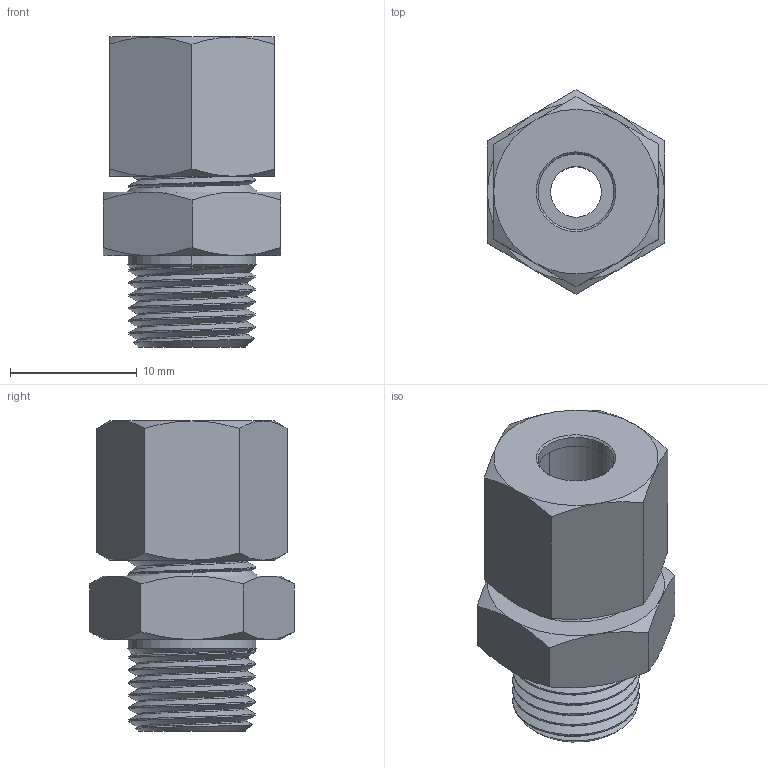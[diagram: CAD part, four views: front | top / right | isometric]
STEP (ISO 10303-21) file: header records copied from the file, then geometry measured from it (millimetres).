
FILE_DESCRIPTION (( 'STEP AP203' ), '1' );
FILE_NAME ('2815K188_Compression Fitting for Copper Tubing.STEP', '2021-09-14T23:26:08', ( 'Administrator' ), ( 'Managed by Terraform' ), 'SwSTEP 2.0', 'SolidWorks 2017', '' );
FILE_SCHEMA (( 'CONFIG_CONTROL_DESIGN' ));
Length unit declared in the file: millimetre
Products named in the file (1): 2815K188_Compression Fitting for Copper Tubing
Bounding box: 14 x 16.17 x 24.5 mm (x, y, z)
Volume: 2425.5 mm3; surface area: 2862.6 mm2
Topology: 3 solids, 3 shells, 122 faces, 293 edges, 182 vertices
Faces by surface type: cylinder 50, cone 43, plane 23, bspline 6
Entity records: 7047 total; most frequent: CARTESIAN_POINT 4403, ORIENTED_EDGE 586, DIRECTION 472, EDGE_CURVE 293, AXIS2_PLACEMENT_3D 197, VERTEX_POINT 182, EDGE_LOOP 133, FACE_OUTER_BOUND 122
